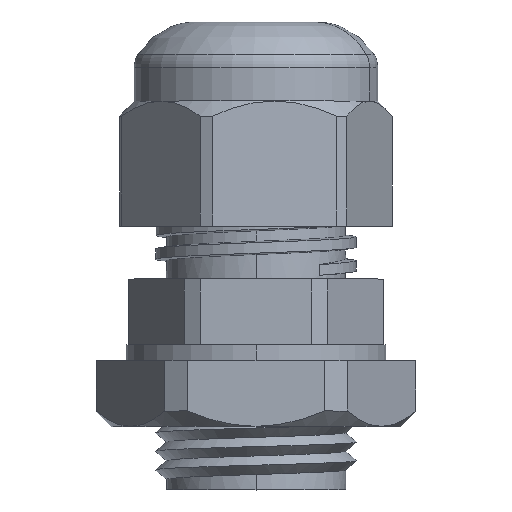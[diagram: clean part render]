
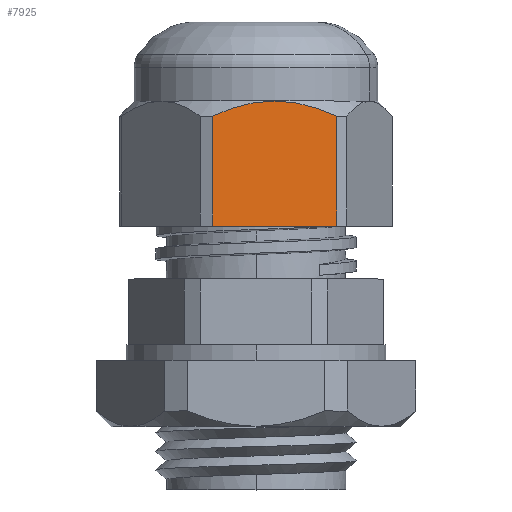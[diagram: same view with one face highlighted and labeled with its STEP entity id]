
A CAD part, top view. The second image highlights one B-rep face of the part: STEP entity #7925.
In plain terms, the highlighted face is planar.
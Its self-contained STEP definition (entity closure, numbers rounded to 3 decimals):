
#67 = CARTESIAN_POINT ( 'NONE',  ( 9.631, 4.229, -1.819 ) ) ;
#97 = CARTESIAN_POINT ( 'NONE',  ( 8.217, 4.75, -4.267 ) ) ;
#235 = VECTOR ( 'NONE', #11006, 1000. ) ;
#382 = EDGE_CURVE ( 'NONE', #4922, #3468, #9784, .T. ) ;
#697 = ORIENTED_EDGE ( 'NONE', *, *, #2876, .F. ) ;
#828 = EDGE_CURVE ( 'NONE', #7358, #4922, #4097, .T. ) ;
#1174 = B_SPLINE_CURVE_WITH_KNOTS ( 'NONE', 3,
 ( #10547, #11399, #3518, #9696, #4385, #10581, #5283, #11460 ),
 .UNSPECIFIED., .F., .F.,
 ( 4, 2, 2, 4 ),
 ( 0.005, 0.007, 0.009, 0.01 ),
 .UNSPECIFIED. ) ;
#1862 = EDGE_CURVE ( 'NONE', #7358, #2961, #5360, .T. ) ;
#2310 = CARTESIAN_POINT ( 'NONE',  ( 10.392, -4.75, -0.5 ) ) ;
#2378 = DIRECTION ( 'NONE',  ( 0., -1., 0. ) ) ;
#2592 = LINE ( 'NONE', #3065, #235 ) ;
#2723 = CARTESIAN_POINT ( 'NONE',  ( 10.015, 3.941, -1.153 ) ) ;
#2876 = EDGE_CURVE ( 'NONE', #6250, #3468, #2592, .T. ) ;
#2961 = VERTEX_POINT ( 'NONE', #3977 ) ;
#3065 = CARTESIAN_POINT ( 'NONE',  ( 5.629, 43.204, -8.75 ) ) ;
#3468 = VERTEX_POINT ( 'NONE', #6262 ) ;
#3518 = CARTESIAN_POINT ( 'NONE',  ( 7.193, 4.638, -6.041 ) ) ;
#3977 = CARTESIAN_POINT ( 'NONE',  ( 8.011, 4.75, -4.625 ) ) ;
#4097 = LINE ( 'NONE', #5876, #8532 ) ;
#4106 = ORIENTED_EDGE ( 'NONE', *, *, #382, .T. ) ;
#4341 = DIRECTION ( 'NONE',  ( 0.5, 0., 0.866 ) ) ;
#4385 = CARTESIAN_POINT ( 'NONE',  ( 6.399, 4.211, -7.416 ) ) ;
#4498 = CARTESIAN_POINT ( 'NONE',  ( 9.037, 4.533, -2.848 ) ) ;
#4798 = ORIENTED_EDGE ( 'NONE', *, *, #7378, .F. ) ;
#4922 = VERTEX_POINT ( 'NONE', #2310 ) ;
#5067 = ORIENTED_EDGE ( 'NONE', *, *, #1862, .F. ) ;
#5164 = CARTESIAN_POINT ( 'NONE',  ( 10.681, -4.75, 0. ) ) ;
#5283 = CARTESIAN_POINT ( 'NONE',  ( 5.818, 3.769, -8.423 ) ) ;
#5360 = B_SPLINE_CURVE_WITH_KNOTS ( 'NONE', 3,
 ( #9802, #2723, #67, #4498, #10690, #5382, #97, #6271 ),
 .UNSPECIFIED., .F., .F.,
 ( 4, 2, 2, 4 ),
 ( 0., 0.002, 0.004, 0.005 ),
 .UNSPECIFIED. ) ;
#5382 = CARTESIAN_POINT ( 'NONE',  ( 8.427, 4.721, -3.904 ) ) ;
#5876 = CARTESIAN_POINT ( 'NONE',  ( 10.392, 43.204, -0.5 ) ) ;
#6037 = CARTESIAN_POINT ( 'NONE',  ( 10.681, 4.75, 0. ) ) ;
#6076 = PLANE ( 'NONE',  #8677 ) ;
#6250 = VERTEX_POINT ( 'NONE', #10574 ) ;
#6262 = CARTESIAN_POINT ( 'NONE',  ( 5.629, -4.75, -8.75 ) ) ;
#6271 = CARTESIAN_POINT ( 'NONE',  ( 8.011, 4.75, -4.625 ) ) ;
#7143 = VECTOR ( 'NONE', #10462, 1000. ) ;
#7358 = VERTEX_POINT ( 'NONE', #9614 ) ;
#7378 = EDGE_CURVE ( 'NONE', #2961, #6250, #1174, .T. ) ;
#7925 = ADVANCED_FACE ( 'NONE', ( #10059 ), #6076, .F. ) ;
#8407 = EDGE_LOOP ( 'NONE', ( #5067, #9855, #4106, #697, #4798 ) ) ;
#8532 = VECTOR ( 'NONE', #2378, 1000. ) ;
#8677 = AXIS2_PLACEMENT_3D ( 'NONE', #6037, #9636, #4341 ) ;
#9614 = CARTESIAN_POINT ( 'NONE',  ( 10.392, 3.596, -0.5 ) ) ;
#9636 = DIRECTION ( 'NONE',  ( -0.866, 0., 0.5 ) ) ;
#9696 = CARTESIAN_POINT ( 'NONE',  ( 6.597, 4.335, -7.074 ) ) ;
#9784 = LINE ( 'NONE', #5164, #7143 ) ;
#9802 = CARTESIAN_POINT ( 'NONE',  ( 10.392, 3.596, -0.5 ) ) ;
#9855 = ORIENTED_EDGE ( 'NONE', *, *, #828, .T. ) ;
#10059 = FACE_OUTER_BOUND ( 'NONE', #8407, .T. ) ;
#10462 = DIRECTION ( 'NONE',  ( -0.5, 0., -0.866 ) ) ;
#10547 = CARTESIAN_POINT ( 'NONE',  ( 8.011, 4.75, -4.625 ) ) ;
#10574 = CARTESIAN_POINT ( 'NONE',  ( 5.629, 3.596, -8.75 ) ) ;
#10581 = CARTESIAN_POINT ( 'NONE',  ( 6.009, 3.928, -8.091 ) ) ;
#10690 = CARTESIAN_POINT ( 'NONE',  ( 8.836, 4.613, -3.196 ) ) ;
#11006 = DIRECTION ( 'NONE',  ( 0., -1., 0. ) ) ;
#11399 = CARTESIAN_POINT ( 'NONE',  ( 7.598, 4.75, -5.34 ) ) ;
#11460 = CARTESIAN_POINT ( 'NONE',  ( 5.629, 3.596, -8.75 ) ) ;
